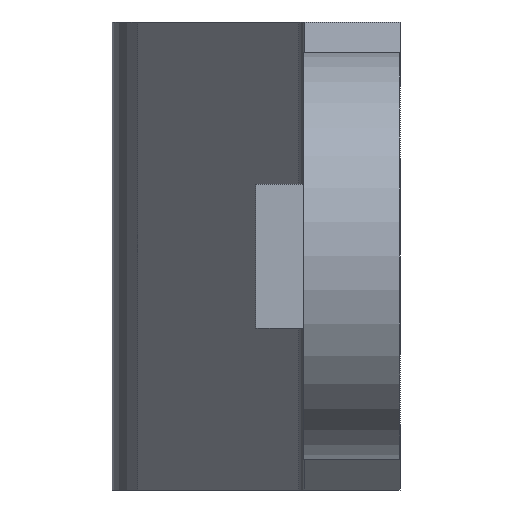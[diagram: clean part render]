
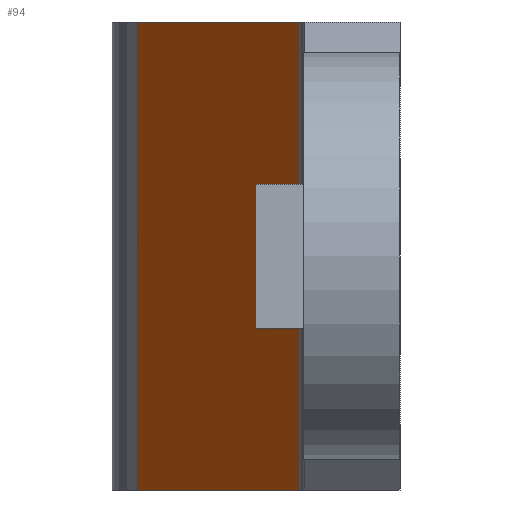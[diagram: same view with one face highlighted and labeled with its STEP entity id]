
A CAD part, left-side view. The second image highlights one B-rep face of the part: STEP entity #94.
In plain terms, the highlighted planar face has unit normal (-0.617, 0.787, 0).
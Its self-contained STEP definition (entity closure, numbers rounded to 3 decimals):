
#94 = ADVANCED_FACE( '', ( #210 ), #211, .F. );
#210 = FACE_OUTER_BOUND( '', #351, .T. );
#211 = PLANE( '', #352 );
#351 = EDGE_LOOP( '', ( #495, #496, #497, #498 ) );
#352 = AXIS2_PLACEMENT_3D( '', #499, #500, #501 );
#495 = ORIENTED_EDGE( '', *, *, #871, .T. );
#496 = ORIENTED_EDGE( '', *, *, #872, .T. );
#497 = ORIENTED_EDGE( '', *, *, #873, .F. );
#498 = ORIENTED_EDGE( '', *, *, #874, .T. );
#499 = CARTESIAN_POINT( '', ( 23.644, 10.935, 10. ) );
#500 = DIRECTION( '', ( 0.617, -0.787, 0. ) );
#501 = DIRECTION( '', ( 0.787, 0.617, 0. ) );
#871 = EDGE_CURVE( '', #1034, #1035, #1036, .T. );
#872 = EDGE_CURVE( '', #1035, #1037, #1038, .T. );
#873 = EDGE_CURVE( '', #1039, #1037, #1040, .T. );
#874 = EDGE_CURVE( '', #1039, #1034, #1041, .T. );
#1034 = VERTEX_POINT( '', #1266 );
#1035 = VERTEX_POINT( '', #1267 );
#1036 = LINE( '', #1268, #1269 );
#1037 = VERTEX_POINT( '', #1270 );
#1038 = LINE( '', #1271, #1272 );
#1039 = VERTEX_POINT( '', #1273 );
#1040 = LINE( '', #1274, #1275 );
#1041 = LINE( '', #1276, #1277 );
#1266 = CARTESIAN_POINT( '', ( 23.644, 10.935, 9.75 ) );
#1267 = CARTESIAN_POINT( '', ( 23.644, 10.935, -9.75 ) );
#1268 = CARTESIAN_POINT( '', ( 23.644, 10.935, 10. ) );
#1269 = VECTOR( '', #1560, 1000. );
#1270 = CARTESIAN_POINT( '', ( 15.072, 4.213, -9.75 ) );
#1271 = CARTESIAN_POINT( '', ( 23.644, 10.935, -9.75 ) );
#1272 = VECTOR( '', #1561, 1000. );
#1273 = CARTESIAN_POINT( '', ( 15.072, 4.213, 9.75 ) );
#1274 = CARTESIAN_POINT( '', ( 15.072, 4.213, 10. ) );
#1275 = VECTOR( '', #1562, 1000. );
#1276 = CARTESIAN_POINT( '', ( 23.644, 10.935, 9.75 ) );
#1277 = VECTOR( '', #1563, 1000. );
#1560 = DIRECTION( '', ( 0., 0., -1. ) );
#1561 = DIRECTION( '', ( -0.787, -0.617, 0. ) );
#1562 = DIRECTION( '', ( 0., 0., -1. ) );
#1563 = DIRECTION( '', ( 0.787, 0.617, 0. ) );
